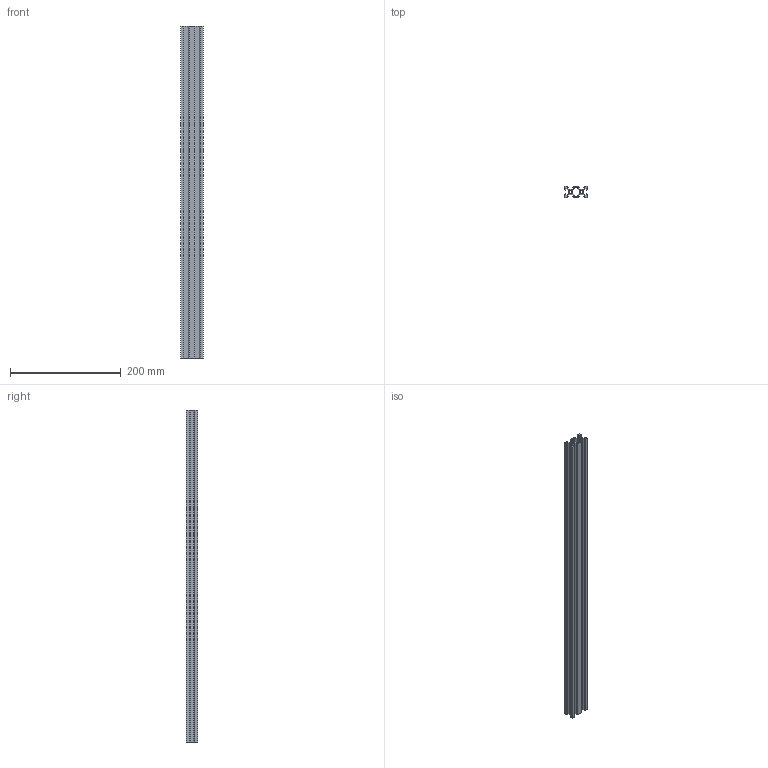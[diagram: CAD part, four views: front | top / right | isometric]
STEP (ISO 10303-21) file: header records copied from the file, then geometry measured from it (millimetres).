
FILE_DESCRIPTION(('FreeCAD Model'),'2;1');
FILE_NAME( '2040-zaxis.step', '2020-08-30T23:05:06',('Author'),(''), 'Open CASCADE STEP processor 7.3','FreeCAD','Unknown');
FILE_SCHEMA(('AUTOMOTIVE_DESIGN { 1 0 10303 214 1 1 1 1 }'));
Length unit declared in the file: millimetre
Products named in the file (1): Body
Bounding box: 40 x 20 x 600 mm (x, y, z)
Volume: 176622.1 mm3; surface area: 178151.2 mm2
Topology: 1 solids, 1 shells, 80 faces, 234 edges, 156 vertices
Faces by surface type: plane 78, cylinder 2
Full cylindrical faces by diameter (mm): 5 x2
Entity records: 5677 total; most frequent: CARTESIAN_POINT 939, DIRECTION 868, LINE 694, VECTOR 694, ORIENTED_EDGE 468, PCURVE 468, DEFINITIONAL_REPRESENTATION 468, EDGE_CURVE 234
